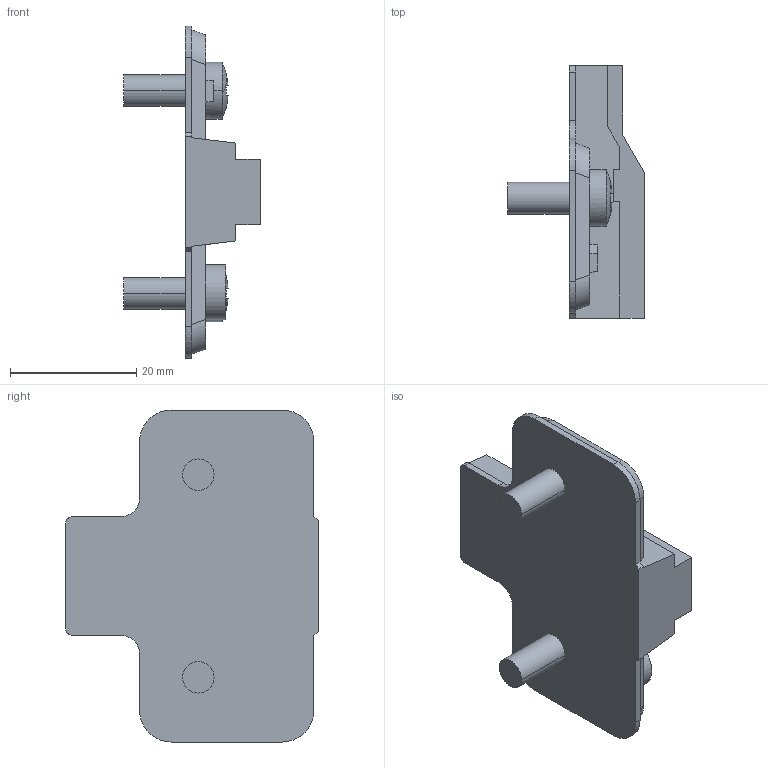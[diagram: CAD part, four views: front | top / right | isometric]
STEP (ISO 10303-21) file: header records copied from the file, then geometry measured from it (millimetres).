
FILE_DESCRIPTION((''),'2;1');
FILE_NAME('244-0260-MVL','2022-12-15T12:30:45',('marino.prodan'),('Audax d.o.o.'),'CREO PARAMETRIC BY PTC INC, 2021304','CREO PARAMETRIC BY PTC INC, 2021304','');
FILE_SCHEMA(('AUTOMOTIVE_DESIGN { 1 0 10303 214 1 1 1 1 }'));
Length unit declared in the file: millimetre
Products named in the file (1): 244-0260-MVL
Bounding box: 21.65 x 40 x 52.6 mm (x, y, z)
Volume: 9943.5 mm3; surface area: 5274.3 mm2
Topology: 1 solids, 1 shells, 129 faces, 379 edges, 254 vertices
Faces by surface type: plane 85, cylinder 22, cone 18, sphere 4
Entity records: 4815 total; most frequent: CARTESIAN_POINT 1044, ORIENTED_EDGE 746, DIRECTION 680, EDGE_CURVE 373, COLOUR_RGB 317, VERTEX_POINT 254, AXIS2_PLACEMENT_3D 239, VECTOR 202
